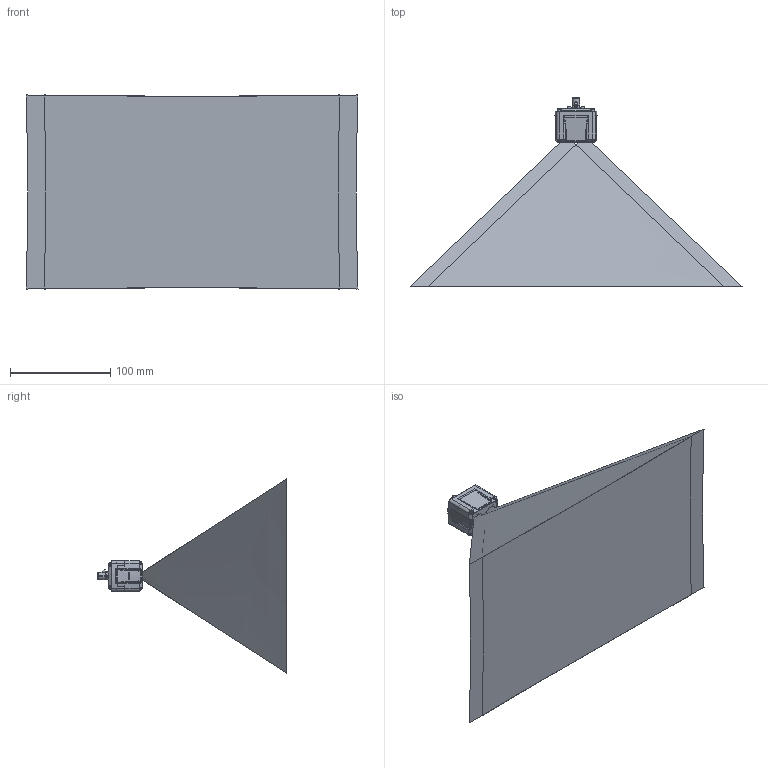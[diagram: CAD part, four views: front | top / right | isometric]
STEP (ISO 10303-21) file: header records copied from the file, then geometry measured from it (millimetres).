
FILE_DESCRIPTION(/* description */ ('STEP AP242 Edition 2','CAx-IF Rec.Pracs.---Representation and Presentation of Product Manufacturing Information (PMI)---4.0---2014-10-13','CAx-IF Rec.Pracs.---3D Tessellated Geometry---0.4---2014-09-14','2;1','CAx-IF Rec.Pracs.---User Defined Attributes---1.5---2016-08-15'),/* implementation_level */ '2;1');
FILE_NAME(/* name */ '69ce733b9cb9e2b1f7c63283',/* time_stamp */ '2026-04-02T13:46:38Z',/* author */ (''),/* organization */ (''),/* preprocessor_version */ 'ST-DEVELOPER v20',/* originating_system */ 'ONSHAPE BY PTC INC, 1.212',/* authorisation */ ' ');
FILE_SCHEMA (('AP242_MANAGED_MODEL_BASED_3D_ENGINEERING_MIM_LF { 1 0 10303 442 3 1 4 }'));
Products named in the file (20): ZED X NANO; Hexalobular socket cheese head screw M2x5 ISO14580; Hexalobular socket cheese head screw M2x20 ISO14580; Camera Component - Body - NANO - Cover; Camera Component - ZED X - Label - ID; Camera Component - Lens Holder - NANO; Camera Component - Body - NANO - Tape; Camera Component - Lens <1>; FoV; Lens; Image plane; Camera Component - Lens <2>; GMSL - Fakra Connector Neutral Type Z <1>; ZED-XG120-ASM_SMB-JACK-TO-FAKRA-PLUG-ADAPTER v1; Camera Component - Connector - FAKRA Plug; Camera Component - Body - NANO - Rear; Camera Component - Body - NANO - Front
Assembly tree (30 placements, depth 3):
  ZED X NANO
    Hexalobular socket cheese head screw M2x5 ISO14580  x6
    Hexalobular socket cheese head screw M2x20 ISO14580  x4
    Camera Component - Body - NANO - Cover
    Camera Component - ZED X - Label - ID
    Camera Component - Lens Holder - NANO
    Camera Component - Body - NANO - Tape
    Camera Component - Lens <1>
      FoV
      Lens
      Image plane
    Camera Component - Lens <2>
      FoV
      Lens
      Image plane
    GMSL - Fakra Connector Neutral Type Z <1>
      ZED-XG120-ASM_SMB-JACK-TO-FAKRA-PLUG-ADAPTER v1
      ZED-XG120-ASM_SMB-JACK-TO-FAKRA-PLUG-ADAPTER v1
      ZED-XG120-ASM_SMB-JACK-TO-FAKRA-PLUG-ADAPTER v1
      ZED-XG120-ASM_SMB-JACK-TO-FAKRA-PLUG-ADAPTER v1
      Camera Component - Connector - FAKRA Plug
    Camera Component - Body - NANO - Rear
    Camera Component - Body - NANO - Front
Bounding box: 331.05 x 188.32 x 193.48 mm (x, y, z)
Volume: 5974726.6 mm3; surface area: 336309.7 mm2
Topology: 25 solids, 27 shells, 2050 faces, 5112 edges, 3232 vertices
Faces by surface type: cylinder 627, plane 613, bspline 404, cone 208, torus 192, sphere 6
Full cylindrical faces by diameter (mm): 0.5 x1, 0.55 x1, 1 x4, 1.2 x1, 1.6 x10, 2 x10, 2.03 x1, 2.2 x1, 2.4 x6, 2.45 x1, 2.5 x6, 2.95 x2, 3 x1, 3.685 x1, 3.8 x1, 3.9 x2, 4 x2, 4.35 x1, 5.105 x1, 5.3 x1, 5.4 x1, 6.2 x1, 6.3 x1, 6.5 x2, 6.6 x1, 8.6 x2, 9.6 x1, 11.2 x4, 11.25 x2, 12 x2
Entity records: 57335 total; most frequent: CARTESIAN_POINT 16153, ORIENTED_EDGE 8693, DIRECTION 7868, EDGE_CURVE 4347, AXIS2_PLACEMENT_3D 2945, VERTEX_POINT 2835, FACE_BOUND 2103, EDGE_LOOP 2100
